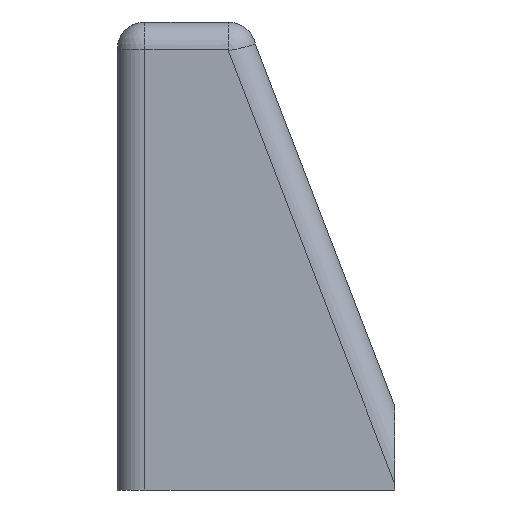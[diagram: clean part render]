
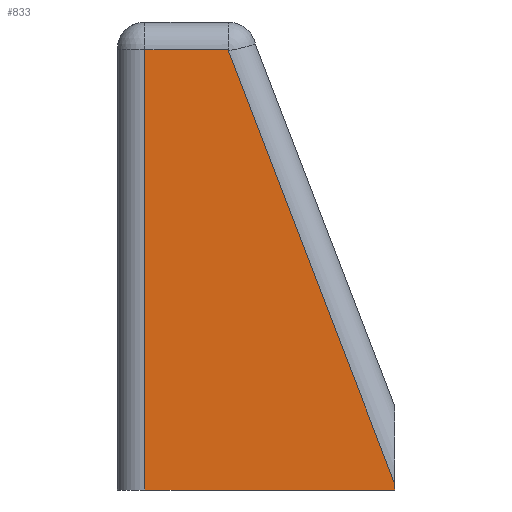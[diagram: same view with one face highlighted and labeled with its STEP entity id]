
A CAD part, left-side view. The second image highlights one B-rep face of the part: STEP entity #833.
In plain terms, the highlighted planar face has unit normal (-1, 0, 0).
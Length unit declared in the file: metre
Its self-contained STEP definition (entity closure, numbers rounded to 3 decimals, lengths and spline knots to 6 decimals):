
#123=ORIENTED_EDGE('',*,*,#363,.F.);
#124=ORIENTED_EDGE('',*,*,#364,.T.);
#125=ORIENTED_EDGE('',*,*,#365,.T.);
#126=ORIENTED_EDGE('',*,*,#366,.T.);
#127=ORIENTED_EDGE('',*,*,#367,.T.);
#363=EDGE_CURVE('',#481,#482,#557,.T.);
#364=EDGE_CURVE('',#481,#483,#558,.T.);
#365=EDGE_CURVE('',#483,#484,#559,.F.);
#366=EDGE_CURVE('',#484,#485,#560,.T.);
#367=EDGE_CURVE('',#485,#482,#561,.T.);
#481=VERTEX_POINT('',#1321);
#482=VERTEX_POINT('',#1322);
#483=VERTEX_POINT('',#1324);
#484=VERTEX_POINT('',#1326);
#485=VERTEX_POINT('',#1328);
#557=LINE('',#1320,#641);
#558=LINE('',#1323,#642);
#559=LINE('',#1325,#643);
#560=LINE('',#1327,#644);
#561=LINE('',#1329,#645);
#641=VECTOR('',#1046,1.);
#642=VECTOR('',#1047,1.);
#643=VECTOR('',#1048,1.);
#644=VECTOR('',#1049,1.);
#645=VECTOR('',#1050,1.);
#694=EDGE_LOOP('',(#123,#124,#125,#126,#127));
#750=FACE_BOUND('',#694,.T.);
#803=PLANE('',#900);
#833=ADVANCED_FACE('',(#750),#803,.F.);
#900=AXIS2_PLACEMENT_3D('',#1319,#1044,#1045);
#1044=DIRECTION('',(1.,0.,0.));
#1045=DIRECTION('',(0.,0.,-1.));
#1046=DIRECTION('',(0.,0.,-1.));
#1047=DIRECTION('',(0.,0.359,0.933));
#1048=DIRECTION('',(0.,-1.,0.));
#1049=DIRECTION('',(0.,0.,-1.));
#1050=DIRECTION('',(0.,-1.,0.));
#1319=CARTESIAN_POINT('',(-0.0748,0.000695,0.008));
#1320=CARTESIAN_POINT('',(-0.0748,-0.009305,0.008));
#1321=CARTESIAN_POINT('',(-0.0748,-0.009305,0.002429));
#1322=CARTESIAN_POINT('',(-0.0748,-0.009305,0.002));
#1323=CARTESIAN_POINT('',(-0.0748,0.002605,0.033393));
#1324=CARTESIAN_POINT('',(-0.0748,0.002723,0.0337));
#1325=CARTESIAN_POINT('',(-0.0748,0.008695,0.0337));
#1326=CARTESIAN_POINT('',(-0.0748,0.008695,0.0337));
#1327=CARTESIAN_POINT('',(-0.0748,0.008695,0.008));
#1328=CARTESIAN_POINT('',(-0.0748,0.008695,0.002));
#1329=CARTESIAN_POINT('',(-0.0748,0.000695,0.002));
